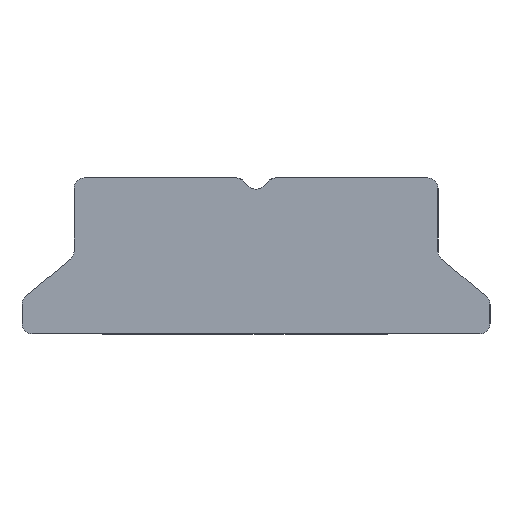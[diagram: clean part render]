
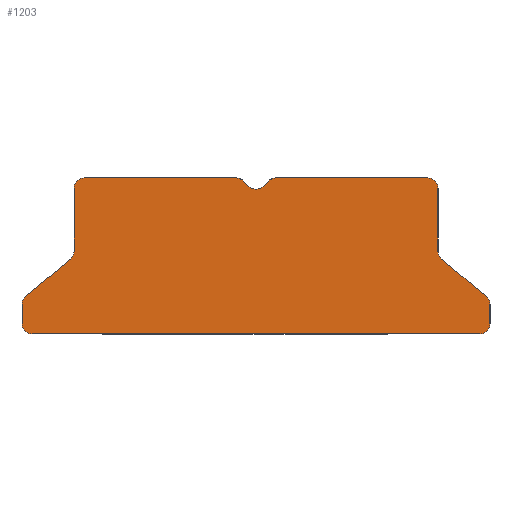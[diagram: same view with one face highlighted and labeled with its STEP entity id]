
A CAD part, left-side view. The second image highlights one B-rep face of the part: STEP entity #1203.
In plain terms, the highlighted planar face has unit normal (-1, 0, 0).
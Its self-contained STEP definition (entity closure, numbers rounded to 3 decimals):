
#238=CARTESIAN_POINT('Vertex',(0.,-4.3,0.)) ;
#243=CARTESIAN_POINT('Line Origine',(0.,0.,0.)) ;
#247=CARTESIAN_POINT('Vertex',(0.,4.3,0.)) ;
#496=CARTESIAN_POINT('Vertex',(0.,-0.383,3.)) ;
#499=CARTESIAN_POINT('Line Origine',(0.,-1.841,3.)) ;
#503=CARTESIAN_POINT('Vertex',(0.,-3.3,3.)) ;
#864=CARTESIAN_POINT('Vertex',(0.,3.3,3.)) ;
#867=CARTESIAN_POINT('Line Origine',(0.,1.841,3.)) ;
#871=CARTESIAN_POINT('Vertex',(0.,0.383,3.)) ;
#1032=CARTESIAN_POINT('Vertex',(0.,-4.5,0.2)) ;
#1037=CARTESIAN_POINT('Axis2P3D Location',(0.,-4.3,0.2)) ;
#1054=CARTESIAN_POINT('Axis2P3D Location',(0.,0.,0.)) ;
#1059=CARTESIAN_POINT('Axis2P3D Location',(0.,-0.383,2.8)) ;
#1063=CARTESIAN_POINT('Vertex',(0.,-0.241,2.941)) ;
#1066=CARTESIAN_POINT('Line Origine',(0.,-0.191,2.891)) ;
#1070=CARTESIAN_POINT('Vertex',(0.,-0.141,2.841)) ;
#1073=CARTESIAN_POINT('Axis2P3D Location',(0.,0.,2.983)) ;
#1077=CARTESIAN_POINT('Vertex',(0.,0.141,2.841)) ;
#1080=CARTESIAN_POINT('Line Origine',(0.,0.191,2.891)) ;
#1084=CARTESIAN_POINT('Vertex',(0.,0.241,2.941)) ;
#1087=CARTESIAN_POINT('Axis2P3D Location',(0.,0.383,2.8)) ;
#1092=CARTESIAN_POINT('Axis2P3D Location',(0.,3.3,2.8)) ;
#1096=CARTESIAN_POINT('Vertex',(0.,3.5,2.8)) ;
#1099=CARTESIAN_POINT('Line Origine',(0.,3.5,2.197)) ;
#1103=CARTESIAN_POINT('Vertex',(0.,3.5,1.593)) ;
#1106=CARTESIAN_POINT('Axis2P3D Location',(0.,3.7,1.593)) ;
#1110=CARTESIAN_POINT('Vertex',(0.,3.571,1.44)) ;
#1113=CARTESIAN_POINT('Line Origine',(0.,4.,1.08)) ;
#1117=CARTESIAN_POINT('Vertex',(0.,4.429,0.721)) ;
#1120=CARTESIAN_POINT('Axis2P3D Location',(0.,4.3,0.568)) ;
#1124=CARTESIAN_POINT('Vertex',(0.,4.5,0.568)) ;
#1127=CARTESIAN_POINT('Line Origine',(0.,4.5,0.384)) ;
#1131=CARTESIAN_POINT('Vertex',(0.,4.5,0.2)) ;
#1134=CARTESIAN_POINT('Axis2P3D Location',(0.,4.3,0.2)) ;
#1139=CARTESIAN_POINT('Line Origine',(0.,-4.5,0.384)) ;
#1143=CARTESIAN_POINT('Vertex',(0.,-4.5,0.568)) ;
#1146=CARTESIAN_POINT('Axis2P3D Location',(0.,-4.3,0.568)) ;
#1150=CARTESIAN_POINT('Vertex',(0.,-4.429,0.721)) ;
#1153=CARTESIAN_POINT('Line Origine',(0.,-4.,1.08)) ;
#1157=CARTESIAN_POINT('Vertex',(0.,-3.571,1.44)) ;
#1160=CARTESIAN_POINT('Axis2P3D Location',(0.,-3.7,1.593)) ;
#1164=CARTESIAN_POINT('Vertex',(0.,-3.5,1.593)) ;
#1167=CARTESIAN_POINT('Line Origine',(0.,-3.5,2.197)) ;
#1171=CARTESIAN_POINT('Vertex',(0.,-3.5,2.8)) ;
#1174=CARTESIAN_POINT('Axis2P3D Location',(0.,-3.3,2.8)) ;
#244=DIRECTION('Vector Direction',(0.,-1.,0.)) ;
#500=DIRECTION('Vector Direction',(0.,1.,0.)) ;
#868=DIRECTION('Vector Direction',(0.,1.,0.)) ;
#1038=DIRECTION('Axis2P3D Direction',(1.,0.,0.)) ;
#1055=DIRECTION('Axis2P3D Direction',(1.,0.,0.)) ;
#1056=DIRECTION('Axis2P3D XDirection',(0.,1.,0.)) ;
#1060=DIRECTION('Axis2P3D Direction',(1.,0.,0.)) ;
#1067=DIRECTION('Vector Direction',(0.,-0.707,0.707)) ;
#1074=DIRECTION('Axis2P3D Direction',(1.,0.,0.)) ;
#1081=DIRECTION('Vector Direction',(0.,0.707,0.707)) ;
#1088=DIRECTION('Axis2P3D Direction',(1.,0.,0.)) ;
#1093=DIRECTION('Axis2P3D Direction',(1.,0.,0.)) ;
#1100=DIRECTION('Vector Direction',(0.,0.,-1.)) ;
#1107=DIRECTION('Axis2P3D Direction',(1.,0.,0.)) ;
#1114=DIRECTION('Vector Direction',(0.,0.766,-0.643)) ;
#1121=DIRECTION('Axis2P3D Direction',(1.,0.,0.)) ;
#1128=DIRECTION('Vector Direction',(0.,0.,-1.)) ;
#1135=DIRECTION('Axis2P3D Direction',(1.,0.,0.)) ;
#1140=DIRECTION('Vector Direction',(0.,0.,1.)) ;
#1147=DIRECTION('Axis2P3D Direction',(1.,0.,0.)) ;
#1154=DIRECTION('Vector Direction',(0.,0.766,0.643)) ;
#1161=DIRECTION('Axis2P3D Direction',(1.,0.,0.)) ;
#1168=DIRECTION('Vector Direction',(0.,0.,1.)) ;
#1175=DIRECTION('Axis2P3D Direction',(1.,0.,0.)) ;
#1039=AXIS2_PLACEMENT_3D('Circle Axis2P3D',#1037,#1038,$) ;
#1057=AXIS2_PLACEMENT_3D('Plane Axis2P3D',#1054,#1055,#1056) ;
#1061=AXIS2_PLACEMENT_3D('Circle Axis2P3D',#1059,#1060,$) ;
#1075=AXIS2_PLACEMENT_3D('Circle Axis2P3D',#1073,#1074,$) ;
#1089=AXIS2_PLACEMENT_3D('Circle Axis2P3D',#1087,#1088,$) ;
#1094=AXIS2_PLACEMENT_3D('Circle Axis2P3D',#1092,#1093,$) ;
#1108=AXIS2_PLACEMENT_3D('Circle Axis2P3D',#1106,#1107,$) ;
#1122=AXIS2_PLACEMENT_3D('Circle Axis2P3D',#1120,#1121,$) ;
#1136=AXIS2_PLACEMENT_3D('Circle Axis2P3D',#1134,#1135,$) ;
#1148=AXIS2_PLACEMENT_3D('Circle Axis2P3D',#1146,#1147,$) ;
#1162=AXIS2_PLACEMENT_3D('Circle Axis2P3D',#1160,#1161,$) ;
#1176=AXIS2_PLACEMENT_3D('Circle Axis2P3D',#1174,#1175,$) ;
#1180=ORIENTED_EDGE('',*,*,#505,.F.) ;
#1181=ORIENTED_EDGE('',*,*,#1065,.F.) ;
#1182=ORIENTED_EDGE('',*,*,#1072,.F.) ;
#1183=ORIENTED_EDGE('',*,*,#1079,.F.) ;
#1184=ORIENTED_EDGE('',*,*,#1086,.F.) ;
#1185=ORIENTED_EDGE('',*,*,#1091,.F.) ;
#1186=ORIENTED_EDGE('',*,*,#873,.F.) ;
#1187=ORIENTED_EDGE('',*,*,#1098,.F.) ;
#1188=ORIENTED_EDGE('',*,*,#1105,.F.) ;
#1189=ORIENTED_EDGE('',*,*,#1112,.F.) ;
#1190=ORIENTED_EDGE('',*,*,#1119,.F.) ;
#1191=ORIENTED_EDGE('',*,*,#1126,.F.) ;
#1192=ORIENTED_EDGE('',*,*,#1133,.F.) ;
#1193=ORIENTED_EDGE('',*,*,#1138,.F.) ;
#1194=ORIENTED_EDGE('',*,*,#249,.F.) ;
#1195=ORIENTED_EDGE('',*,*,#1041,.F.) ;
#1196=ORIENTED_EDGE('',*,*,#1145,.F.) ;
#1197=ORIENTED_EDGE('',*,*,#1152,.F.) ;
#1198=ORIENTED_EDGE('',*,*,#1159,.F.) ;
#1199=ORIENTED_EDGE('',*,*,#1166,.F.) ;
#1200=ORIENTED_EDGE('',*,*,#1173,.F.) ;
#1201=ORIENTED_EDGE('',*,*,#1178,.F.) ;
#245=VECTOR('Line Direction',#244,1.) ;
#501=VECTOR('Line Direction',#500,1.) ;
#869=VECTOR('Line Direction',#868,1.) ;
#1068=VECTOR('Line Direction',#1067,1.) ;
#1082=VECTOR('Line Direction',#1081,1.) ;
#1101=VECTOR('Line Direction',#1100,1.) ;
#1115=VECTOR('Line Direction',#1114,1.) ;
#1129=VECTOR('Line Direction',#1128,1.) ;
#1141=VECTOR('Line Direction',#1140,1.) ;
#1155=VECTOR('Line Direction',#1154,1.) ;
#1169=VECTOR('Line Direction',#1168,1.) ;
#1203=ADVANCED_FACE('\X2\96F64EF651E04F554F53\X0\',(#1202),#1058,.F.) ;
#1040=CIRCLE('generated circle',#1039,0.2) ;
#1062=CIRCLE('generated circle',#1061,0.2) ;
#1076=CIRCLE('generated circle',#1075,0.2) ;
#1090=CIRCLE('generated circle',#1089,0.2) ;
#1095=CIRCLE('generated circle',#1094,0.2) ;
#1109=CIRCLE('generated circle',#1108,0.2) ;
#1123=CIRCLE('generated circle',#1122,0.2) ;
#1137=CIRCLE('generated circle',#1136,0.2) ;
#1149=CIRCLE('generated circle',#1148,0.2) ;
#1163=CIRCLE('generated circle',#1162,0.2) ;
#1177=CIRCLE('generated circle',#1176,0.2) ;
#249=EDGE_CURVE('',#239,#248,#246,.F.) ;
#505=EDGE_CURVE('',#497,#504,#502,.F.) ;
#873=EDGE_CURVE('',#865,#872,#870,.F.) ;
#1041=EDGE_CURVE('',#1033,#239,#1040,.T.) ;
#1065=EDGE_CURVE('',#1064,#497,#1062,.T.) ;
#1072=EDGE_CURVE('',#1071,#1064,#1069,.T.) ;
#1079=EDGE_CURVE('',#1078,#1071,#1076,.F.) ;
#1086=EDGE_CURVE('',#1085,#1078,#1083,.F.) ;
#1091=EDGE_CURVE('',#872,#1085,#1090,.T.) ;
#1098=EDGE_CURVE('',#1097,#865,#1095,.T.) ;
#1105=EDGE_CURVE('',#1104,#1097,#1102,.F.) ;
#1112=EDGE_CURVE('',#1111,#1104,#1109,.F.) ;
#1119=EDGE_CURVE('',#1118,#1111,#1116,.F.) ;
#1126=EDGE_CURVE('',#1125,#1118,#1123,.T.) ;
#1133=EDGE_CURVE('',#1132,#1125,#1130,.F.) ;
#1138=EDGE_CURVE('',#248,#1132,#1137,.T.) ;
#1145=EDGE_CURVE('',#1144,#1033,#1142,.F.) ;
#1152=EDGE_CURVE('',#1151,#1144,#1149,.T.) ;
#1159=EDGE_CURVE('',#1158,#1151,#1156,.F.) ;
#1166=EDGE_CURVE('',#1165,#1158,#1163,.F.) ;
#1173=EDGE_CURVE('',#1172,#1165,#1170,.F.) ;
#1178=EDGE_CURVE('',#504,#1172,#1177,.T.) ;
#1179=EDGE_LOOP('',(#1180,#1181,#1182,#1183,#1184,#1185,#1186,#1187,#1188,#1189,#1190,#1191,#1192,#1193,#1194,#1195,#1196,#1197,#1198,#1199,#1200,#1201)) ;
#1202=FACE_OUTER_BOUND('',#1179,.T.) ;
#246=LINE('Line',#243,#245) ;
#502=LINE('Line',#499,#501) ;
#870=LINE('Line',#867,#869) ;
#1069=LINE('Line',#1066,#1068) ;
#1083=LINE('Line',#1080,#1082) ;
#1102=LINE('Line',#1099,#1101) ;
#1116=LINE('Line',#1113,#1115) ;
#1130=LINE('Line',#1127,#1129) ;
#1142=LINE('Line',#1139,#1141) ;
#1156=LINE('Line',#1153,#1155) ;
#1170=LINE('Line',#1167,#1169) ;
#1058=PLANE('',#1057) ;
#239=VERTEX_POINT('',#238) ;
#248=VERTEX_POINT('',#247) ;
#497=VERTEX_POINT('',#496) ;
#504=VERTEX_POINT('',#503) ;
#865=VERTEX_POINT('',#864) ;
#872=VERTEX_POINT('',#871) ;
#1033=VERTEX_POINT('',#1032) ;
#1064=VERTEX_POINT('',#1063) ;
#1071=VERTEX_POINT('',#1070) ;
#1078=VERTEX_POINT('',#1077) ;
#1085=VERTEX_POINT('',#1084) ;
#1097=VERTEX_POINT('',#1096) ;
#1104=VERTEX_POINT('',#1103) ;
#1111=VERTEX_POINT('',#1110) ;
#1118=VERTEX_POINT('',#1117) ;
#1125=VERTEX_POINT('',#1124) ;
#1132=VERTEX_POINT('',#1131) ;
#1144=VERTEX_POINT('',#1143) ;
#1151=VERTEX_POINT('',#1150) ;
#1158=VERTEX_POINT('',#1157) ;
#1165=VERTEX_POINT('',#1164) ;
#1172=VERTEX_POINT('',#1171) ;
